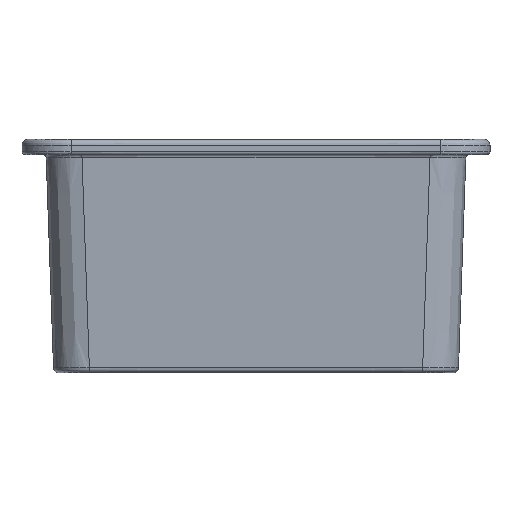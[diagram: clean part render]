
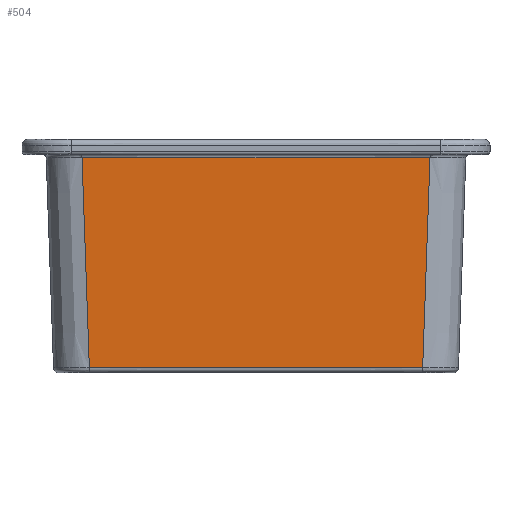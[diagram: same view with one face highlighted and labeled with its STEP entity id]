
A CAD part, left-side view. The second image highlights one B-rep face of the part: STEP entity #504.
In plain terms, the highlighted free-form (B-spline) face has degree [3, 3] with [4, 4] control points.
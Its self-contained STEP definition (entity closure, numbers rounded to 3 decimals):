
#316=FACE_OUTER_BOUND('',#678,.T.);
#504=ADVANCED_FACE('',(#316),#644,.T.);
#644=B_SPLINE_SURFACE_WITH_KNOTS('',3,3,((#3150,#3151,#3152,#3153),(#3154,
#3155,#3156,#3157),(#3158,#3159,#3160,#3161),(#3162,#3163,#3164,#3165)),
 .UNSPECIFIED.,.F.,.F.,.F.,(4,4),(4,4),(0.,1.),(0.,1.),.UNSPECIFIED.);
#678=EDGE_LOOP('',(#861,#862,#863,#864));
#861=ORIENTED_EDGE('',*,*,#1689,.T.);
#862=ORIENTED_EDGE('',*,*,#1690,.T.);
#863=ORIENTED_EDGE('',*,*,#1691,.T.);
#864=ORIENTED_EDGE('',*,*,#1692,.T.);
#1505=VERTEX_POINT('',#3110);
#1506=VERTEX_POINT('',#3111);
#1507=VERTEX_POINT('',#3125);
#1508=VERTEX_POINT('',#3133);
#1689=EDGE_CURVE('',#1505,#1506,#2007,.T.);
#1690=EDGE_CURVE('',#1506,#1507,#2008,.T.);
#1691=EDGE_CURVE('',#1507,#1508,#2009,.T.);
#1692=EDGE_CURVE('',#1508,#1505,#2010,.T.);
#2007=B_SPLINE_CURVE_WITH_KNOTS('',3,(#3103,#3104,#3105,#3106,#3107,#3108,
#3109),.UNSPECIFIED.,.F.,.F.,(4,3,4),(0.,0.341,1.),
 .UNSPECIFIED.);
#2008=B_SPLINE_CURVE_WITH_KNOTS('',3,(#3112,#3113,#3114,#3115,#3116,#3117,
#3118,#3119,#3120,#3121,#3122,#3123,#3124),.UNSPECIFIED.,.F.,.F.,(4,3,3,
3,4),(0.,0.355,0.846,0.969,1.),
 .UNSPECIFIED.);
#2009=B_SPLINE_CURVE_WITH_KNOTS('',3,(#3126,#3127,#3128,#3129,#3130,#3131,
#3132),.UNSPECIFIED.,.F.,.F.,(4,3,4),(0.,0.341,1.),
 .UNSPECIFIED.);
#2010=B_SPLINE_CURVE_WITH_KNOTS('',3,(#3134,#3135,#3136,#3137,#3138,#3139,
#3140,#3141,#3142,#3143,#3144,#3145,#3146,#3147,#3148,#3149),
 .UNSPECIFIED.,.F.,.F.,(4,3,3,3,3,4),(0.,0.018,0.088,
0.371,0.936,1.),.UNSPECIFIED.);
#3103=CARTESIAN_POINT('',(-204.796,169.912,299.605));
#3104=CARTESIAN_POINT('',(-203.983,169.098,276.3));
#3105=CARTESIAN_POINT('',(-203.169,168.284,252.995));
#3106=CARTESIAN_POINT('',(-202.355,167.47,229.69));
#3107=CARTESIAN_POINT('',(-200.779,165.895,184.568));
#3108=CARTESIAN_POINT('',(-199.204,164.319,139.447));
#3109=CARTESIAN_POINT('',(-197.628,162.743,94.326));
#3110=CARTESIAN_POINT('',(-204.796,169.912,299.605));
#3111=CARTESIAN_POINT('',(-197.628,162.743,94.326));
#3112=CARTESIAN_POINT('',(-197.628,162.743,94.326));
#3113=CARTESIAN_POINT('',(-197.628,124.248,94.326));
#3114=CARTESIAN_POINT('',(-197.628,85.752,94.326));
#3115=CARTESIAN_POINT('',(-197.628,47.257,94.326));
#3116=CARTESIAN_POINT('',(-197.628,-6.077,94.326));
#3117=CARTESIAN_POINT('',(-197.628,-59.41,94.326));
#3118=CARTESIAN_POINT('',(-197.628,-112.743,94.326));
#3119=CARTESIAN_POINT('',(-197.628,-126.077,94.326));
#3120=CARTESIAN_POINT('',(-197.628,-139.41,94.326));
#3121=CARTESIAN_POINT('',(-197.628,-152.743,94.326));
#3122=CARTESIAN_POINT('',(-197.628,-156.077,94.326));
#3123=CARTESIAN_POINT('',(-197.628,-159.41,94.326));
#3124=CARTESIAN_POINT('',(-197.628,-162.743,94.326));
#3125=CARTESIAN_POINT('',(-197.628,-162.743,94.326));
#3126=CARTESIAN_POINT('',(-197.628,-162.743,94.326));
#3127=CARTESIAN_POINT('',(-198.442,-163.557,117.63));
#3128=CARTESIAN_POINT('',(-199.256,-164.371,140.935));
#3129=CARTESIAN_POINT('',(-200.069,-165.185,164.24));
#3130=CARTESIAN_POINT('',(-201.645,-166.76,209.362));
#3131=CARTESIAN_POINT('',(-203.221,-168.336,254.483));
#3132=CARTESIAN_POINT('',(-204.796,-169.912,299.605));
#3133=CARTESIAN_POINT('',(-204.796,-169.912,299.605));
#3134=CARTESIAN_POINT('',(-204.796,-169.912,299.605));
#3135=CARTESIAN_POINT('',(-204.796,-167.912,299.605));
#3136=CARTESIAN_POINT('',(-204.796,-165.912,299.605));
#3137=CARTESIAN_POINT('',(-204.796,-163.912,299.605));
#3138=CARTESIAN_POINT('',(-204.796,-155.912,299.605));
#3139=CARTESIAN_POINT('',(-204.796,-147.912,299.605));
#3140=CARTESIAN_POINT('',(-204.796,-139.912,299.605));
#3141=CARTESIAN_POINT('',(-204.796,-107.912,299.605));
#3142=CARTESIAN_POINT('',(-204.796,-75.912,299.605));
#3143=CARTESIAN_POINT('',(-204.796,-43.912,299.605));
#3144=CARTESIAN_POINT('',(-204.796,20.088,299.605));
#3145=CARTESIAN_POINT('',(-204.796,84.088,299.605));
#3146=CARTESIAN_POINT('',(-204.796,148.088,299.605));
#3147=CARTESIAN_POINT('',(-204.796,155.363,299.605));
#3148=CARTESIAN_POINT('',(-204.796,162.637,299.605));
#3149=CARTESIAN_POINT('',(-204.796,169.912,299.605));
#3150=CARTESIAN_POINT('',(-197.628,-171.951,94.326));
#3151=CARTESIAN_POINT('',(-197.628,-57.317,94.326));
#3152=CARTESIAN_POINT('',(-197.628,57.317,94.326));
#3153=CARTESIAN_POINT('',(-197.628,171.951,94.326));
#3154=CARTESIAN_POINT('',(-200.017,-171.951,162.752));
#3155=CARTESIAN_POINT('',(-200.017,-57.317,162.752));
#3156=CARTESIAN_POINT('',(-200.017,57.317,162.752));
#3157=CARTESIAN_POINT('',(-200.017,171.951,162.752));
#3158=CARTESIAN_POINT('',(-202.407,-171.951,231.178));
#3159=CARTESIAN_POINT('',(-202.407,-57.317,231.178));
#3160=CARTESIAN_POINT('',(-202.407,57.317,231.178));
#3161=CARTESIAN_POINT('',(-202.407,171.951,231.178));
#3162=CARTESIAN_POINT('',(-204.796,-171.951,299.605));
#3163=CARTESIAN_POINT('',(-204.796,-57.317,299.605));
#3164=CARTESIAN_POINT('',(-204.796,57.317,299.605));
#3165=CARTESIAN_POINT('',(-204.796,171.951,299.605));
